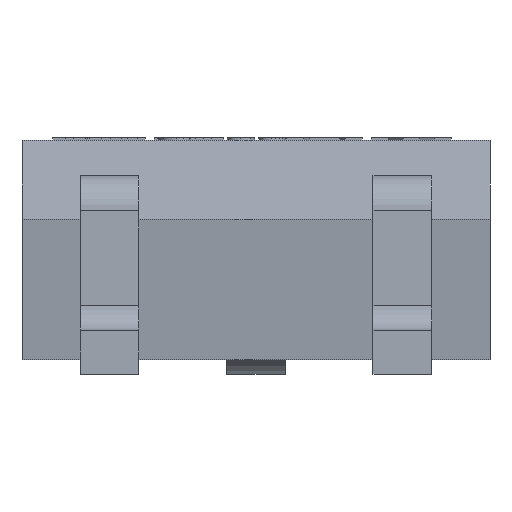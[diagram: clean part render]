
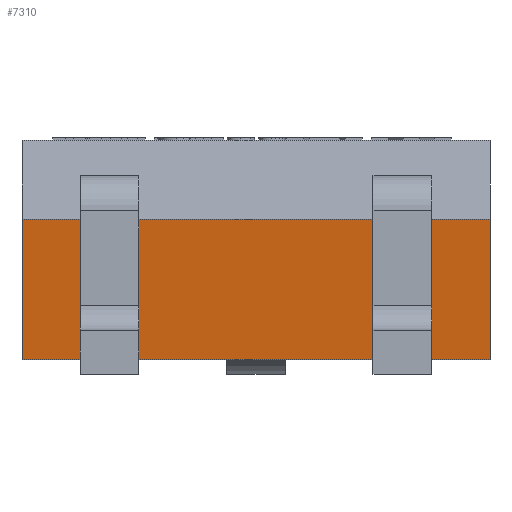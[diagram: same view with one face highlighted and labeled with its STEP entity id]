
A CAD part, left-side view. The second image highlights one B-rep face of the part: STEP entity #7310.
In plain terms, the highlighted planar face has unit normal (-0.992, 0, -0.124).
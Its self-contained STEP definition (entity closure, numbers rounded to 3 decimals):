
#2102 = VERTEX_POINT('',#2103);
#2103 = CARTESIAN_POINT('',(-0.4,0.8,0.53));
#2124 = VERTEX_POINT('',#2125);
#2125 = CARTESIAN_POINT('',(-0.4,-0.8,0.53));
#2176 = EDGE_CURVE('',#2124,#2102,#2177,.T.);
#2177 = LINE('',#2178,#2179);
#2178 = CARTESIAN_POINT('',(-0.4,-0.8,0.53));
#2179 = VECTOR('',#2180,1.);
#2180 = DIRECTION('',(0.,1.,0.));
#7254 = VERTEX_POINT('',#7255);
#7255 = CARTESIAN_POINT('',(-0.34,0.8,0.05));
#7261 = EDGE_CURVE('',#2102,#7254,#7262,.T.);
#7262 = B_SPLINE_CURVE_WITH_KNOTS('',1,(#7263,#7264),.UNSPECIFIED.,.F.,
  .F.,(2,2),(0.,1.),.PIECEWISE_BEZIER_KNOTS.);
#7263 = CARTESIAN_POINT('',(-0.4,0.8,0.53));
#7264 = CARTESIAN_POINT('',(-0.34,0.8,0.05));
#7275 = EDGE_CURVE('',#2124,#7276,#7278,.T.);
#7276 = VERTEX_POINT('',#7277);
#7277 = CARTESIAN_POINT('',(-0.34,-0.8,0.05));
#7278 = B_SPLINE_CURVE_WITH_KNOTS('',1,(#7279,#7280),.UNSPECIFIED.,.F.,
  .F.,(2,2),(0.,1.),.PIECEWISE_BEZIER_KNOTS.);
#7279 = CARTESIAN_POINT('',(-0.4,-0.8,0.53));
#7280 = CARTESIAN_POINT('',(-0.34,-0.8,0.05));
#7299 = EDGE_CURVE('',#7276,#7254,#7300,.T.);
#7300 = LINE('',#7301,#7302);
#7301 = CARTESIAN_POINT('',(-0.34,-0.8,0.05));
#7302 = VECTOR('',#7303,1.);
#7303 = DIRECTION('',(0.,1.,0.));
#7310 = ADVANCED_FACE('',(#7311),#7317,.T.);
#7311 = FACE_BOUND('',#7312,.T.);
#7312 = EDGE_LOOP('',(#7313,#7314,#7315,#7316));
#7313 = ORIENTED_EDGE('',*,*,#2176,.T.);
#7314 = ORIENTED_EDGE('',*,*,#7261,.T.);
#7315 = ORIENTED_EDGE('',*,*,#7299,.F.);
#7316 = ORIENTED_EDGE('',*,*,#7275,.F.);
#7317 = PLANE('',#7318);
#7318 = AXIS2_PLACEMENT_3D('',#7319,#7320,#7321);
#7319 = CARTESIAN_POINT('',(-0.34,-0.8,0.05));
#7320 = DIRECTION('',(-0.992,0.,-0.124
    ));
#7321 = DIRECTION('',(0.,1.,0.));
